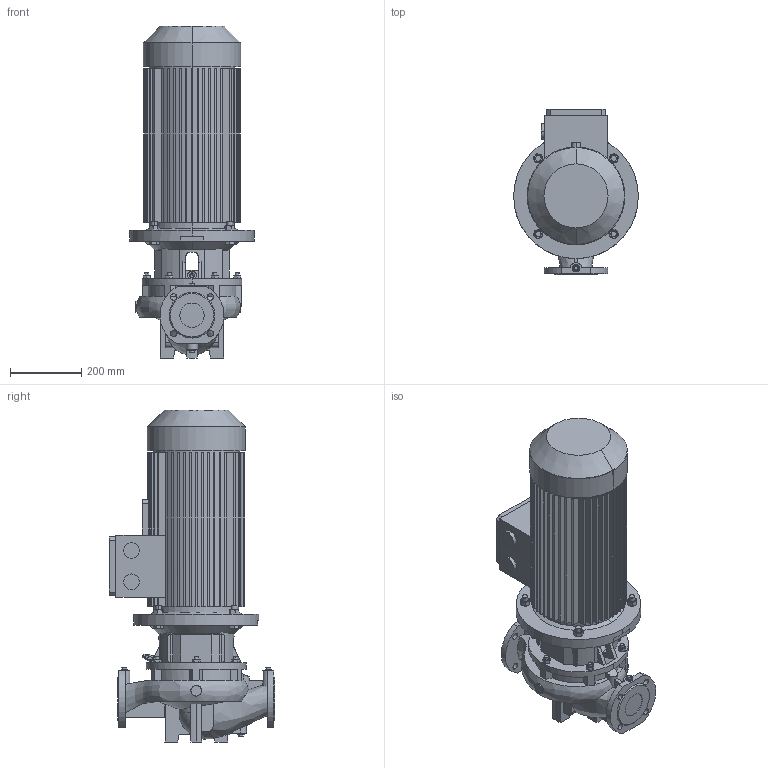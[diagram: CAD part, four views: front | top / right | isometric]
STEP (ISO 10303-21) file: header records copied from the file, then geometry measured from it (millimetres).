
FILE_DESCRIPTION (( 'STEP AP203' ), '1' );
FILE_NAME ('枅-313-000-313-012-01-14.step', '2025-02-11T17:07:17', ( 'adb' ), ( '' ), 'SwSTEP 2.0', 'SolidWorks 2016', '' );
FILE_SCHEMA (( 'CONFIG_CONTROL_DESIGN' ));
Length unit declared in the file: millimetre
Products named in the file (1): 枅-313-000-313-012-01-14
Bounding box: 350 x 464 x 932 mm (x, y, z)
Volume: 42611255.1 mm3; surface area: 2416834.3 mm2
Topology: 8 solids, 20 shells, 995 faces, 2615 edges, 1715 vertices
Faces by surface type: plane 536, cylinder 347, cone 97, bspline 12, sphere 3
Entity records: 36828 total; most frequent: CARTESIAN_POINT 11941, ORIENTED_EDGE 5226, DIRECTION 5141, EDGE_CURVE 2613, AXIS2_PLACEMENT_3D 1888, VERTEX_POINT 1715, VECTOR 1365, LINE 1365
